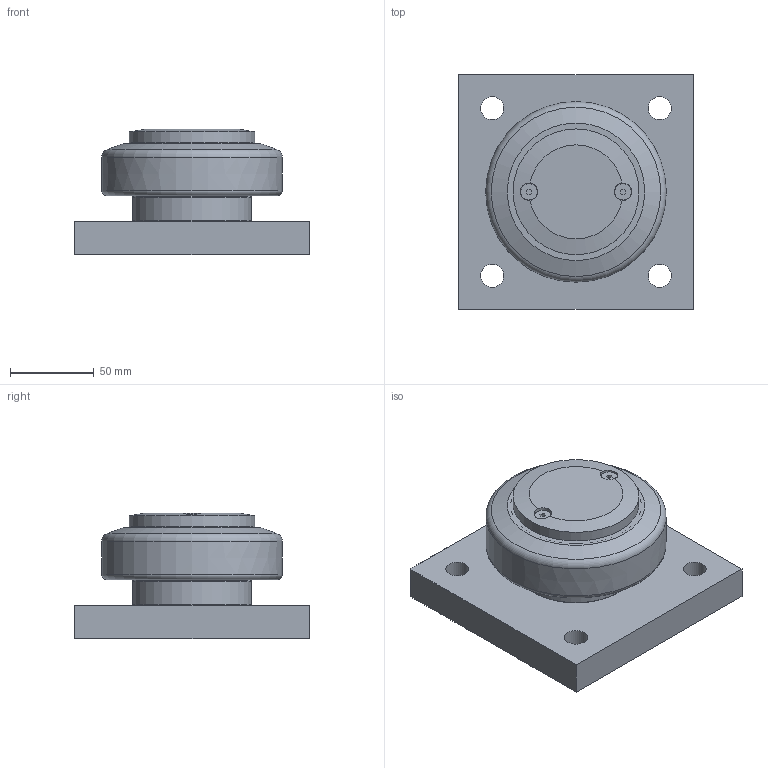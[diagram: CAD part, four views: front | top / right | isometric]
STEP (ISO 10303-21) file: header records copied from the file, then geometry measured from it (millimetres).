
FILE_DESCRIPTION(/* description */ ('-'),/* implementation_level */ '2;1');
FILE_NAME(/* name */ 'ALFATEC_TR110-0360BQ1000.stp',/* time_stamp */ '2021-01-27T14:31:06+01:00',/* author */ ('kstaebler'),/* organization */ (''),/* preprocessor_version */ 'ST-DEVELOPER v18.1',/* originating_system */ 'Autodesk Inventor 2020',/* authorisation */ '');
FILE_SCHEMA (('AUTOMOTIVE_DESIGN { 1 0 10303 214 3 1 1 }'));
Length unit declared in the file: millimetre
Products named in the file (1): TR 110.0360 BQ1000_Kontur
Bounding box: 140 x 140 x 75 mm (x, y, z)
Volume: 697861.5 mm3; surface area: 97351.8 mm2
Topology: 1 solids, 1 shells, 72 faces, 190 edges, 137 vertices
Faces by surface type: plane 36, cylinder 25, cone 7, torus 3, bspline 1
Full cylindrical faces by diameter (mm): 3 x2, 9.75 x2, 10.4 x2, 13.835 x4, 60 x1, 69.3 x1, 70.5 x1, 71 x1, 71.6 x2, 75 x1, 77 x2, 78 x1, 79 x2, 83.3 x1
Entity records: 2668 total; most frequent: CARTESIAN_POINT 604, DIRECTION 419, ORIENTED_EDGE 380, EDGE_CURVE 190, AXIS2_PLACEMENT_3D 170, VERTEX_POINT 137, CIRCLE 98, EDGE_LOOP 97
